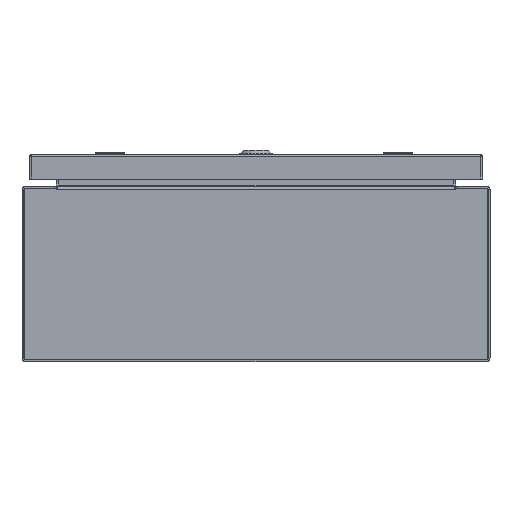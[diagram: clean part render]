
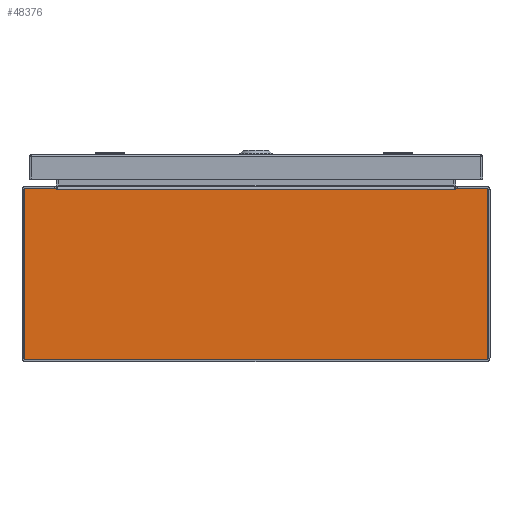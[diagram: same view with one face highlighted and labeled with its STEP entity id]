
A CAD part, front view. The second image highlights one B-rep face of the part: STEP entity #48376.
In plain terms, the highlighted planar face has unit normal (0, -1, 0).
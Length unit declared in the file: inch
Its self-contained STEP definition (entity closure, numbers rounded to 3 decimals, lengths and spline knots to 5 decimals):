
#1561 = VECTOR ( 'NONE', #79996, 39.37008 ) ;
#2177 = AXIS2_PLACEMENT_3D ( 'NONE', #56285, #129544, #130277 ) ;
#2878 = ORIENTED_EDGE ( 'NONE', *, *, #81839, .F. ) ;
#3267 = EDGE_CURVE ( 'NONE', #38951, #120131, #50488, .T. ) ;
#4349 = VECTOR ( 'NONE', #16567, 39.37008 ) ;
#12295 = VECTOR ( 'NONE', #104005, 39.37008 ) ;
#12908 = VECTOR ( 'NONE', #128712, 39.37008 ) ;
#12915 = DIRECTION ( 'NONE',  ( 0., 1., 0. ) ) ;
#13063 = CIRCLE ( 'NONE', #76402, 0.08 ) ;
#14808 = CARTESIAN_POINT ( 'NONE',  ( 0., -10., 2.883 ) ) ;
#16326 = EDGE_CURVE ( 'NONE', #99501, #53109, #122695, .T. ) ;
#16567 = DIRECTION ( 'NONE',  ( 1., 0., 0. ) ) ;
#19966 = EDGE_CURVE ( 'NONE', #87806, #112939, #114558, .T. ) ;
#20377 = ORIENTED_EDGE ( 'NONE', *, *, #79443, .F. ) ;
#22315 = EDGE_CURVE ( 'NONE', #42706, #45926, #122681, .T. ) ;
#23523 = LINE ( 'NONE', #66792, #12908 ) ;
#23783 = DIRECTION ( 'NONE',  ( 1., 0., 0. ) ) ;
#24100 = CARTESIAN_POINT ( 'NONE',  ( -7.857, -10., 2.857 ) ) ;
#24927 = CARTESIAN_POINT ( 'NONE',  ( 7.857, -10., 2.857 ) ) ;
#27179 = CARTESIAN_POINT ( 'NONE',  ( 7.937, -10., 0. ) ) ;
#27523 = EDGE_CURVE ( 'NONE', #90488, #42706, #69260, .T. ) ;
#31693 = DIRECTION ( 'NONE',  ( 0.174, 0., -0.985 ) ) ;
#32415 = CARTESIAN_POINT ( 'NONE',  ( -6.81836, -10., 2.91 ) ) ;
#33070 = ORIENTED_EDGE ( 'NONE', *, *, #135697, .F. ) ;
#34367 = EDGE_CURVE ( 'NONE', #120131, #130992, #34830, .T. ) ;
#34830 = LINE ( 'NONE', #78117, #128065 ) ;
#37864 = CARTESIAN_POINT ( 'NONE',  ( 7.937, -10., 2.857 ) ) ;
#38951 = VERTEX_POINT ( 'NONE', #45437 ) ;
#41660 = EDGE_LOOP ( 'NONE', ( #138200, #80070, #102253, #44442, #112551, #42562, #20377, #99876, #2878, #94962, #89377, #104146, #33070, #101048 ) ) ;
#42205 = VERTEX_POINT ( 'NONE', #55388 ) ;
#42315 = DIRECTION ( 'NONE',  ( 0., 1., 0. ) ) ;
#42562 = ORIENTED_EDGE ( 'NONE', *, *, #3267, .F. ) ;
#42706 = VERTEX_POINT ( 'NONE', #132360 ) ;
#43588 = CARTESIAN_POINT ( 'NONE',  ( -7.937, -10., -2.857 ) ) ;
#43863 = CARTESIAN_POINT ( 'NONE',  ( -6.82312, -10., 2.937 ) ) ;
#44442 = ORIENTED_EDGE ( 'NONE', *, *, #136755, .F. ) ;
#45437 = CARTESIAN_POINT ( 'NONE',  ( 7.937, -10., -2.857 ) ) ;
#45926 = VERTEX_POINT ( 'NONE', #97432 ) ;
#47319 = VECTOR ( 'NONE', #23783, 39.37008 ) ;
#48376 = ADVANCED_FACE ( 'NONE', ( #90950 ), #69561, .T. ) ;
#50488 = CIRCLE ( 'NONE', #118507, 0.08 ) ;
#51624 = CARTESIAN_POINT ( 'NONE',  ( -7.857, -10., -2.937 ) ) ;
#53109 = VERTEX_POINT ( 'NONE', #43863 ) ;
#53333 = AXIS2_PLACEMENT_3D ( 'NONE', #24927, #12915, #99454 ) ;
#55388 = CARTESIAN_POINT ( 'NONE',  ( -7.937, -10., 2.857 ) ) ;
#56285 = CARTESIAN_POINT ( 'NONE',  ( -7.857, -10., -2.857 ) ) ;
#58965 = DIRECTION ( 'NONE',  ( 0., -1., 0. ) ) ;
#61206 = EDGE_CURVE ( 'NONE', #98758, #90488, #23523, .T. ) ;
#63000 = VECTOR ( 'NONE', #78019, 39.37008 ) ;
#66792 = CARTESIAN_POINT ( 'NONE',  ( 6.81836, -10., 2.91 ) ) ;
#67354 = CARTESIAN_POINT ( 'NONE',  ( -7.937, -10., 0. ) ) ;
#69260 = LINE ( 'NONE', #112583, #12295 ) ;
#69371 = CARTESIAN_POINT ( 'NONE',  ( 0., -10., 2.937 ) ) ;
#69561 = PLANE ( 'NONE',  #111044 ) ;
#71885 = LINE ( 'NONE', #72557, #4349 ) ;
#72557 = CARTESIAN_POINT ( 'NONE',  ( -6.80579, -10., 2.883 ) ) ;
#72808 = EDGE_CURVE ( 'NONE', #139200, #42205, #133539, .T. ) ;
#76402 = AXIS2_PLACEMENT_3D ( 'NONE', #24100, #100737, #79371 ) ;
#78019 = DIRECTION ( 'NONE',  ( 0., 0., 1. ) ) ;
#78117 = CARTESIAN_POINT ( 'NONE',  ( 0., -10., -2.937 ) ) ;
#78584 = VECTOR ( 'NONE', #93162, 39.37008 ) ;
#79371 = DIRECTION ( 'NONE',  ( 0., 0., -1. ) ) ;
#79443 = EDGE_CURVE ( 'NONE', #112939, #38951, #130986, .T. ) ;
#79996 = DIRECTION ( 'NONE',  ( -1., 0., 0. ) ) ;
#80070 = ORIENTED_EDGE ( 'NONE', *, *, #134400, .F. ) ;
#81839 = EDGE_CURVE ( 'NONE', #98758, #87806, #121065, .T. ) ;
#87806 = VERTEX_POINT ( 'NONE', #108311 ) ;
#89377 = ORIENTED_EDGE ( 'NONE', *, *, #27523, .T. ) ;
#89448 = CARTESIAN_POINT ( 'NONE',  ( 7.857, -10., -2.937 ) ) ;
#89789 = CARTESIAN_POINT ( 'NONE',  ( 0., -10., 2.937 ) ) ;
#90488 = VERTEX_POINT ( 'NONE', #105105 ) ;
#90950 = FACE_OUTER_BOUND ( 'NONE', #41660, .T. ) ;
#93162 = DIRECTION ( 'NONE',  ( 0., 0., -1. ) ) ;
#94962 = ORIENTED_EDGE ( 'NONE', *, *, #61206, .T. ) ;
#95904 = VECTOR ( 'NONE', #111998, 39.37008 ) ;
#97432 = CARTESIAN_POINT ( 'NONE',  ( -6.798, -10., 2.883 ) ) ;
#98758 = VERTEX_POINT ( 'NONE', #125911 ) ;
#99454 = DIRECTION ( 'NONE',  ( 0., 0., -1. ) ) ;
#99501 = VERTEX_POINT ( 'NONE', #106087 ) ;
#99876 = ORIENTED_EDGE ( 'NONE', *, *, #19966, .F. ) ;
#100737 = DIRECTION ( 'NONE',  ( 0., 1., 0. ) ) ;
#101048 = ORIENTED_EDGE ( 'NONE', *, *, #131056, .F. ) ;
#101867 = CIRCLE ( 'NONE', #2177, 0.08 ) ;
#102253 = ORIENTED_EDGE ( 'NONE', *, *, #72808, .F. ) ;
#102806 = VECTOR ( 'NONE', #31693, 39.37008 ) ;
#103642 = DIRECTION ( 'NONE',  ( 0., 0., -1. ) ) ;
#104005 = DIRECTION ( 'NONE',  ( -1., 0., 0. ) ) ;
#104146 = ORIENTED_EDGE ( 'NONE', *, *, #22315, .T. ) ;
#105105 = CARTESIAN_POINT ( 'NONE',  ( 6.8136, -10., 2.883 ) ) ;
#106087 = CARTESIAN_POINT ( 'NONE',  ( -7.857, -10., 2.937 ) ) ;
#108311 = CARTESIAN_POINT ( 'NONE',  ( 7.857, -10., 2.937 ) ) ;
#111044 = AXIS2_PLACEMENT_3D ( 'NONE', #112208, #58965, #103642 ) ;
#111998 = DIRECTION ( 'NONE',  ( 1., 0., 0. ) ) ;
#112208 = CARTESIAN_POINT ( 'NONE',  ( 0., -10., 0. ) ) ;
#112551 = ORIENTED_EDGE ( 'NONE', *, *, #34367, .F. ) ;
#112583 = CARTESIAN_POINT ( 'NONE',  ( 6.80579, -10., 2.883 ) ) ;
#112939 = VERTEX_POINT ( 'NONE', #37864 ) ;
#114558 = CIRCLE ( 'NONE', #53333, 0.08 ) ;
#118507 = AXIS2_PLACEMENT_3D ( 'NONE', #139682, #42315, #129019 ) ;
#119407 = DIRECTION ( 'NONE',  ( -1., 0., 0. ) ) ;
#120131 = VERTEX_POINT ( 'NONE', #89448 ) ;
#121065 = LINE ( 'NONE', #89789, #47319 ) ;
#122182 = CARTESIAN_POINT ( 'NONE',  ( -6.8136, -10., 2.883 ) ) ;
#122681 = LINE ( 'NONE', #14808, #1561 ) ;
#122695 = LINE ( 'NONE', #69371, #95904 ) ;
#123898 = VERTEX_POINT ( 'NONE', #122182 ) ;
#125911 = CARTESIAN_POINT ( 'NONE',  ( 6.82312, -10., 2.937 ) ) ;
#128065 = VECTOR ( 'NONE', #119407, 39.37008 ) ;
#128712 = DIRECTION ( 'NONE',  ( -0.174, 0., -0.985 ) ) ;
#129019 = DIRECTION ( 'NONE',  ( 0., 0., -1. ) ) ;
#129544 = DIRECTION ( 'NONE',  ( 0., 1., 0. ) ) ;
#129741 = LINE ( 'NONE', #32415, #102806 ) ;
#130277 = DIRECTION ( 'NONE',  ( 0., 0., -1. ) ) ;
#130986 = LINE ( 'NONE', #27179, #78584 ) ;
#130992 = VERTEX_POINT ( 'NONE', #51624 ) ;
#131056 = EDGE_CURVE ( 'NONE', #53109, #123898, #129741, .T. ) ;
#132360 = CARTESIAN_POINT ( 'NONE',  ( 6.798, -10., 2.883 ) ) ;
#133539 = LINE ( 'NONE', #67354, #63000 ) ;
#134400 = EDGE_CURVE ( 'NONE', #42205, #99501, #13063, .T. ) ;
#135697 = EDGE_CURVE ( 'NONE', #123898, #45926, #71885, .T. ) ;
#136755 = EDGE_CURVE ( 'NONE', #130992, #139200, #101867, .T. ) ;
#138200 = ORIENTED_EDGE ( 'NONE', *, *, #16326, .F. ) ;
#139200 = VERTEX_POINT ( 'NONE', #43588 ) ;
#139682 = CARTESIAN_POINT ( 'NONE',  ( 7.857, -10., -2.857 ) ) ;
